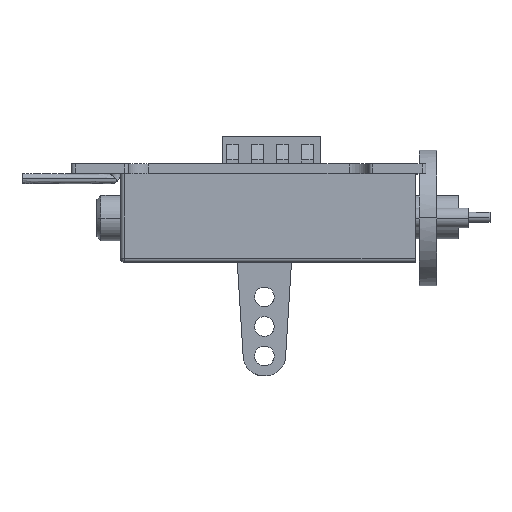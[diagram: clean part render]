
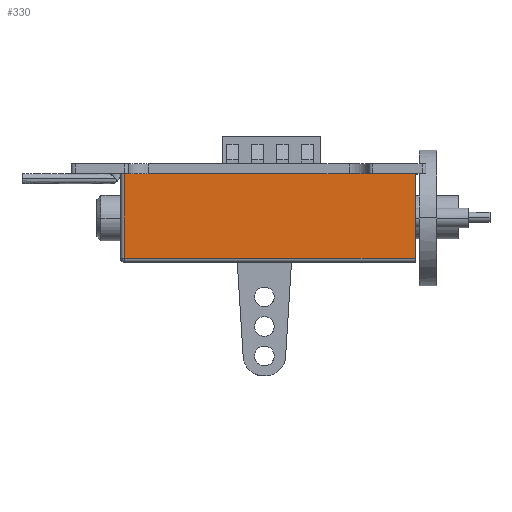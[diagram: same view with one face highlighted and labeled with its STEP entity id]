
A CAD part, top view. The second image highlights one B-rep face of the part: STEP entity #330.
In plain terms, the highlighted planar face has unit normal (0, 0, 1).
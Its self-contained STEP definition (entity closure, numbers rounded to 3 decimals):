
#330=ADVANCED_FACE('',(#522),#2958,.T.);
#522=FACE_OUTER_BOUND('',#722,.T.);
#722=EDGE_LOOP('',(#1185,#1186,#1187,#1188));
#1185=ORIENTED_EDGE('',*,*,#1917,.F.);
#1186=ORIENTED_EDGE('',*,*,#1918,.F.);
#1187=ORIENTED_EDGE('',*,*,#1904,.F.);
#1188=ORIENTED_EDGE('',*,*,#1906,.F.);
#1904=EDGE_CURVE('',#2745,#2746,#2277,.T.);
#1906=EDGE_CURVE('',#2749,#2745,#2278,.T.);
#1917=EDGE_CURVE('',#2757,#2749,#2284,.T.);
#1918=EDGE_CURVE('',#2746,#2757,#2285,.T.);
#2277=B_SPLINE_CURVE_WITH_KNOTS('',1,(#4689,#4690),.UNSPECIFIED.,.F.,.F.,
(2,2),(-4.3,0.),.UNSPECIFIED.);
#2278=B_SPLINE_CURVE_WITH_KNOTS('',1,(#4694,#4695),.UNSPECIFIED.,.F.,.F.,
(2,2),(-14.75,0.),.UNSPECIFIED.);
#2284=B_SPLINE_CURVE_WITH_KNOTS('',1,(#4721,#4722),.UNSPECIFIED.,.F.,.F.,
(2,2),(0.,4.3),.UNSPECIFIED.);
#2285=B_SPLINE_CURVE_WITH_KNOTS('',1,(#4723,#4724),.UNSPECIFIED.,.F.,.F.,
(2,2),(-14.75,0.),.UNSPECIFIED.);
#2745=VERTEX_POINT('',#4653);
#2746=VERTEX_POINT('',#4654);
#2749=VERTEX_POINT('',#4657);
#2757=VERTEX_POINT('',#4665);
#2958=PLANE('',#3190);
#3190=AXIS2_PLACEMENT_3D('',#4640,#3311,$);
#3311=DIRECTION('',(0.,0.,1.));
#4640=CARTESIAN_POINT('',(42.03,-22.425,13.525));
#4653=CARTESIAN_POINT('',(43.625,-27.275,13.525));
#4654=CARTESIAN_POINT('',(43.625,-22.975,13.525));
#4657=CARTESIAN_POINT('',(58.375,-27.275,13.525));
#4665=CARTESIAN_POINT('',(58.375,-22.975,13.525));
#4689=CARTESIAN_POINT('',(43.625,-27.275,13.525));
#4690=CARTESIAN_POINT('',(43.625,-22.975,13.525));
#4694=CARTESIAN_POINT('',(58.375,-27.275,13.525));
#4695=CARTESIAN_POINT('',(43.625,-27.275,13.525));
#4721=CARTESIAN_POINT('',(58.375,-22.975,13.525));
#4722=CARTESIAN_POINT('',(58.375,-27.275,13.525));
#4723=CARTESIAN_POINT('',(43.625,-22.975,13.525));
#4724=CARTESIAN_POINT('',(58.375,-22.975,13.525));
